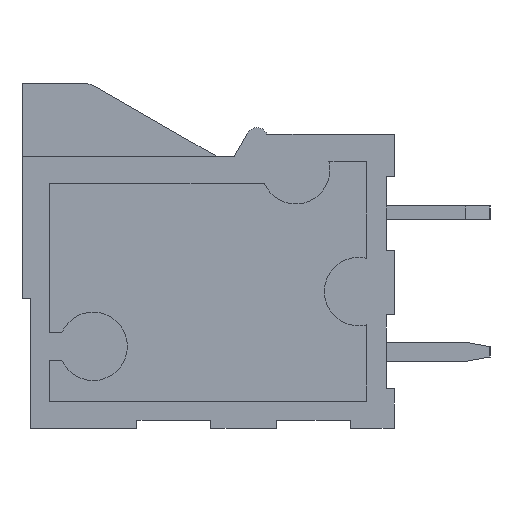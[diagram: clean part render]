
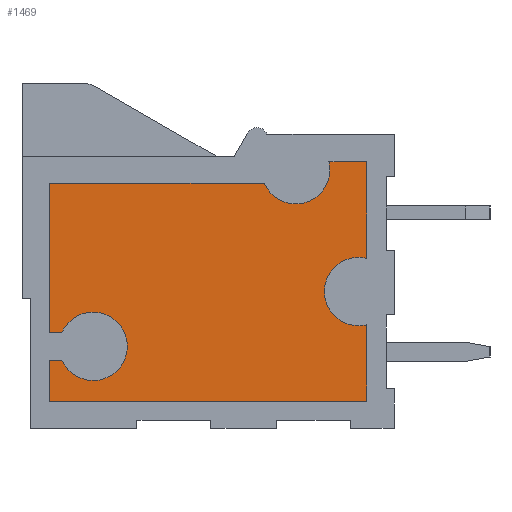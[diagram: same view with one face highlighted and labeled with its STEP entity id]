
A CAD part, left-side view. The second image highlights one B-rep face of the part: STEP entity #1469.
In plain terms, the highlighted planar face has unit normal (-1, 0, 0).
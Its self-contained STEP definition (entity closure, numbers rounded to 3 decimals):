
#67 = EDGE_CURVE('',#68,#70,#72,.T.);
#68 = VERTEX_POINT('',#69);
#69 = CARTESIAN_POINT('',(1.5,12.146,-10.1));
#70 = VERTEX_POINT('',#71);
#71 = CARTESIAN_POINT('',(1.5,11.,-10.85));
#72 = CIRCLE('',#73,1.25);
#73 = AXIS2_PLACEMENT_3D('',#74,#75,#76);
#74 = CARTESIAN_POINT('',(1.5,11.,-9.6));
#75 = DIRECTION('',(-1.,0.,0.));
#76 = DIRECTION('',(0.,0.,1.));
#110 = EDGE_CURVE('',#70,#111,#113,.T.);
#111 = VERTEX_POINT('',#112);
#112 = CARTESIAN_POINT('',(1.5,11.,-8.35));
#113 = CIRCLE('',#114,1.25);
#114 = AXIS2_PLACEMENT_3D('',#115,#116,#117);
#115 = CARTESIAN_POINT('',(1.5,11.,-9.6));
#116 = DIRECTION('',(-1.,0.,0.));
#117 = DIRECTION('',(0.,0.,1.));
#142 = EDGE_CURVE('',#143,#145,#147,.T.);
#143 = VERTEX_POINT('',#144);
#144 = CARTESIAN_POINT('',(1.5,1.3,-6.35));
#145 = VERTEX_POINT('',#146);
#146 = CARTESIAN_POINT('',(1.5,1.3,-8.85));
#147 = CIRCLE('',#148,1.25);
#148 = AXIS2_PLACEMENT_3D('',#149,#150,#151);
#149 = CARTESIAN_POINT('',(1.5,1.3,-7.6));
#150 = DIRECTION('',(-1.,0.,0.));
#151 = DIRECTION('',(0.,0.,1.));
#184 = EDGE_CURVE('',#185,#143,#187,.T.);
#185 = VERTEX_POINT('',#186);
#186 = CARTESIAN_POINT('',(1.5,1.,-6.387));
#187 = CIRCLE('',#188,1.25);
#188 = AXIS2_PLACEMENT_3D('',#189,#190,#191);
#189 = CARTESIAN_POINT('',(1.5,1.3,-7.6));
#190 = DIRECTION('',(-1.,0.,0.));
#191 = DIRECTION('',(0.,0.,1.));
#1197 = EDGE_CURVE('',#145,#1198,#1200,.T.);
#1198 = VERTEX_POINT('',#1199);
#1199 = CARTESIAN_POINT('',(1.5,1.,-8.813));
#1200 = CIRCLE('',#1201,1.25);
#1201 = AXIS2_PLACEMENT_3D('',#1202,#1203,#1204);
#1202 = CARTESIAN_POINT('',(1.5,1.3,-7.6));
#1203 = DIRECTION('',(-1.,0.,0.));
#1204 = DIRECTION('',(0.,0.,1.));
#1223 = EDGE_CURVE('',#1224,#1198,#1226,.T.);
#1224 = VERTEX_POINT('',#1225);
#1225 = CARTESIAN_POINT('',(1.5,1.,-11.6));
#1226 = LINE('',#1227,#1228);
#1227 = CARTESIAN_POINT('',(1.5,1.,0.));
#1228 = VECTOR('',#1229,1.);
#1229 = DIRECTION('',(0.,0.,1.));
#1247 = EDGE_CURVE('',#1248,#1224,#1250,.T.);
#1248 = VERTEX_POINT('',#1249);
#1249 = CARTESIAN_POINT('',(1.5,12.6,-11.6));
#1250 = LINE('',#1251,#1252);
#1251 = CARTESIAN_POINT('',(1.5,0.,-11.6));
#1252 = VECTOR('',#1253,1.);
#1253 = DIRECTION('',(0.,-1.,0.));
#1271 = EDGE_CURVE('',#1248,#1272,#1274,.T.);
#1272 = VERTEX_POINT('',#1273);
#1273 = CARTESIAN_POINT('',(1.5,12.6,-10.1));
#1274 = LINE('',#1275,#1276);
#1275 = CARTESIAN_POINT('',(1.5,12.6,0.));
#1276 = VECTOR('',#1277,1.);
#1277 = DIRECTION('',(0.,0.,1.));
#1295 = EDGE_CURVE('',#1272,#68,#1296,.T.);
#1296 = LINE('',#1297,#1298);
#1297 = CARTESIAN_POINT('',(1.5,0.,-10.1));
#1298 = VECTOR('',#1299,1.);
#1299 = DIRECTION('',(0.,-1.,0.));
#1311 = EDGE_CURVE('',#111,#1312,#1314,.T.);
#1312 = VERTEX_POINT('',#1313);
#1313 = CARTESIAN_POINT('',(1.5,12.146,-9.1));
#1314 = CIRCLE('',#1315,1.25);
#1315 = AXIS2_PLACEMENT_3D('',#1316,#1317,#1318);
#1316 = CARTESIAN_POINT('',(1.5,11.,-9.6));
#1317 = DIRECTION('',(-1.,0.,0.));
#1318 = DIRECTION('',(0.,0.,1.));
#1337 = EDGE_CURVE('',#1338,#1312,#1340,.T.);
#1338 = VERTEX_POINT('',#1339);
#1339 = CARTESIAN_POINT('',(1.5,12.6,-9.1));
#1340 = LINE('',#1341,#1342);
#1341 = CARTESIAN_POINT('',(1.5,0.,-9.1));
#1342 = VECTOR('',#1343,1.);
#1343 = DIRECTION('',(0.,-1.,0.));
#1361 = EDGE_CURVE('',#1338,#1362,#1364,.T.);
#1362 = VERTEX_POINT('',#1363);
#1363 = CARTESIAN_POINT('',(1.5,12.6,-3.65));
#1364 = LINE('',#1365,#1366);
#1365 = CARTESIAN_POINT('',(1.5,12.6,0.));
#1366 = VECTOR('',#1367,1.);
#1367 = DIRECTION('',(0.,0.,1.));
#1385 = EDGE_CURVE('',#1386,#1362,#1388,.T.);
#1386 = VERTEX_POINT('',#1387);
#1387 = CARTESIAN_POINT('',(1.5,4.746,-3.65));
#1388 = LINE('',#1389,#1390);
#1389 = CARTESIAN_POINT('',(1.5,0.,-3.65));
#1390 = VECTOR('',#1391,1.);
#1391 = DIRECTION('',(0.,1.,0.));
#1409 = EDGE_CURVE('',#1386,#1410,#1412,.T.);
#1410 = VERTEX_POINT('',#1411);
#1411 = CARTESIAN_POINT('',(1.5,2.387,-2.85));
#1412 = CIRCLE('',#1413,1.25);
#1413 = AXIS2_PLACEMENT_3D('',#1414,#1415,#1416);
#1414 = CARTESIAN_POINT('',(1.5,3.6,-3.15));
#1415 = DIRECTION('',(-1.,0.,0.));
#1416 = DIRECTION('',(0.,0.,1.));
#1434 = EDGE_CURVE('',#1410,#1435,#1437,.T.);
#1435 = VERTEX_POINT('',#1436);
#1436 = CARTESIAN_POINT('',(1.5,1.,-2.85));
#1437 = LINE('',#1438,#1439);
#1438 = CARTESIAN_POINT('',(1.5,0.,-2.85));
#1439 = VECTOR('',#1440,1.);
#1440 = DIRECTION('',(0.,-1.,0.));
#1458 = EDGE_CURVE('',#185,#1435,#1459,.T.);
#1459 = LINE('',#1460,#1461);
#1460 = CARTESIAN_POINT('',(1.5,1.,0.));
#1461 = VECTOR('',#1462,1.);
#1462 = DIRECTION('',(0.,0.,1.));
#1469 = ADVANCED_FACE('',(#1470),#1488,.T.);
#1470 = FACE_BOUND('',#1471,.T.);
#1471 = EDGE_LOOP('',(#1472,#1473,#1474,#1475,#1476,#1477,#1478,#1479,
    #1480,#1481,#1482,#1483,#1484,#1485,#1486,#1487));
#1472 = ORIENTED_EDGE('',*,*,#184,.F.);
#1473 = ORIENTED_EDGE('',*,*,#1458,.T.);
#1474 = ORIENTED_EDGE('',*,*,#1434,.F.);
#1475 = ORIENTED_EDGE('',*,*,#1409,.F.);
#1476 = ORIENTED_EDGE('',*,*,#1385,.T.);
#1477 = ORIENTED_EDGE('',*,*,#1361,.F.);
#1478 = ORIENTED_EDGE('',*,*,#1337,.T.);
#1479 = ORIENTED_EDGE('',*,*,#1311,.F.);
#1480 = ORIENTED_EDGE('',*,*,#110,.F.);
#1481 = ORIENTED_EDGE('',*,*,#67,.F.);
#1482 = ORIENTED_EDGE('',*,*,#1295,.F.);
#1483 = ORIENTED_EDGE('',*,*,#1271,.F.);
#1484 = ORIENTED_EDGE('',*,*,#1247,.T.);
#1485 = ORIENTED_EDGE('',*,*,#1223,.T.);
#1486 = ORIENTED_EDGE('',*,*,#1197,.F.);
#1487 = ORIENTED_EDGE('',*,*,#142,.F.);
#1488 = PLANE('',#1489);
#1489 = AXIS2_PLACEMENT_3D('',#1490,#1491,#1492);
#1490 = CARTESIAN_POINT('',(1.5,0.,0.));
#1491 = DIRECTION('',(-1.,0.,0.));
#1492 = DIRECTION('',(0.,0.,1.));
